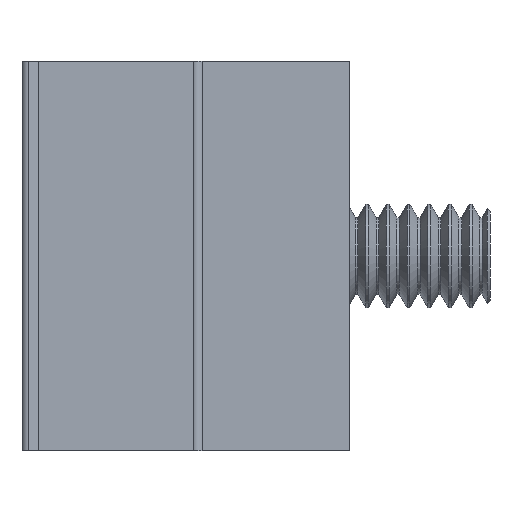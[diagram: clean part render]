
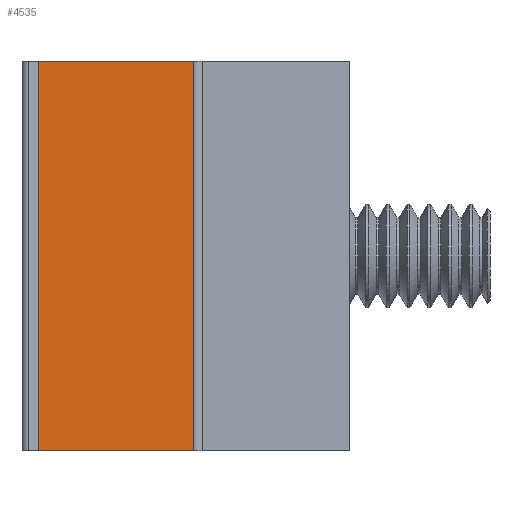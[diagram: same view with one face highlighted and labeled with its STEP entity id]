
A CAD part, left-side view. The second image highlights one B-rep face of the part: STEP entity #4535.
In plain terms, the highlighted planar face has unit normal (-1, 0, 0).
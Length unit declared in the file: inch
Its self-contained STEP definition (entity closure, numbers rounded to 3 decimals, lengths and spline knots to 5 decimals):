
#273 = LINE ( 'NONE', #274, #5844 ) ;
#274 = CARTESIAN_POINT ( 'NONE',  ( -0.75, 0., 0.47 ) ) ;
#275 = DIRECTION ( 'NONE',  ( 0., 0., -1. ) ) ;
#282 = LINE ( 'NONE', #283, #5848 ) ;
#283 = CARTESIAN_POINT ( 'NONE',  ( -0.75, -0.375, 0.47 ) ) ;
#284 = DIRECTION ( 'NONE',  ( 0., 0., -1. ) ) ;
#285 = LINE ( 'NONE', #286, #5849 ) ;
#286 = CARTESIAN_POINT ( 'NONE',  ( -0.75, -0.375, -0.47 ) ) ;
#287 = DIRECTION ( 'NONE',  ( 0., -1., 0. ) ) ;
#288 = LINE ( 'NONE', #289, #5850 ) ;
#289 = CARTESIAN_POINT ( 'NONE',  ( -0.75, -0.375, 0.47 ) ) ;
#290 = DIRECTION ( 'NONE',  ( 0., -1., 0. ) ) ;
#437 = PLANE ( 'NONE',  #3153 ) ;
#438 = CARTESIAN_POINT ( 'NONE',  ( -0.75, -0.375, 0.47 ) ) ;
#439 = DIRECTION ( 'NONE',  ( 1., 0., 0. ) ) ;
#440 = DIRECTION ( 'NONE',  ( 0., 0., -1. ) ) ;
#792 = EDGE_LOOP ( 'NONE', ( #1888, #1890, #1889, #1891 ) ) ;
#1737 = VERTEX_POINT ( 'NONE', #4250 ) ;
#1738 = VERTEX_POINT ( 'NONE', #4251 ) ;
#1888 = ORIENTED_EDGE ( 'NONE', *, *, #4068, .T. ) ;
#1889 = ORIENTED_EDGE ( 'NONE', *, *, #4069, .F. ) ;
#1890 = ORIENTED_EDGE ( 'NONE', *, *, #4067, .F. ) ;
#1891 = ORIENTED_EDGE ( 'NONE', *, *, #4064, .T. ) ;
#3150 = FACE_OUTER_BOUND ( 'NONE', #792, .T. ) ;
#3153 = AXIS2_PLACEMENT_3D ( 'NONE', #438, #439, #440 ) ;
#3984 = VERTEX_POINT ( 'NONE', #4957 ) ;
#4013 = VERTEX_POINT ( 'NONE', #4986 ) ;
#4064 = EDGE_CURVE ( 'NONE', #1738, #3984, #273, .T. ) ;
#4067 = EDGE_CURVE ( 'NONE', #4013, #1737, #282, .T. ) ;
#4068 = EDGE_CURVE ( 'NONE', #3984, #1737, #285, .T. ) ;
#4069 = EDGE_CURVE ( 'NONE', #1738, #4013, #288, .T. ) ;
#4250 = CARTESIAN_POINT ( 'NONE',  ( -0.75, -0.375, -0.47 ) ) ;
#4251 = CARTESIAN_POINT ( 'NONE',  ( -0.75, 0., 0.47 ) ) ;
#4535 = ADVANCED_FACE ( 'NONE', ( #3150 ), #437, .F. ) ;
#4957 = CARTESIAN_POINT ( 'NONE',  ( -0.75, 0., -0.47 ) ) ;
#4986 = CARTESIAN_POINT ( 'NONE',  ( -0.75, -0.375, 0.47 ) ) ;
#5844 = VECTOR ( 'NONE', #275, 39.37008 ) ;
#5848 = VECTOR ( 'NONE', #284, 39.37008 ) ;
#5849 = VECTOR ( 'NONE', #287, 39.37008 ) ;
#5850 = VECTOR ( 'NONE', #290, 39.37008 ) ;
